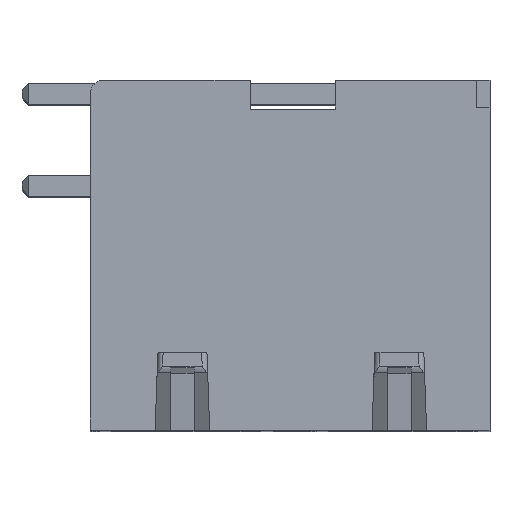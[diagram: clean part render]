
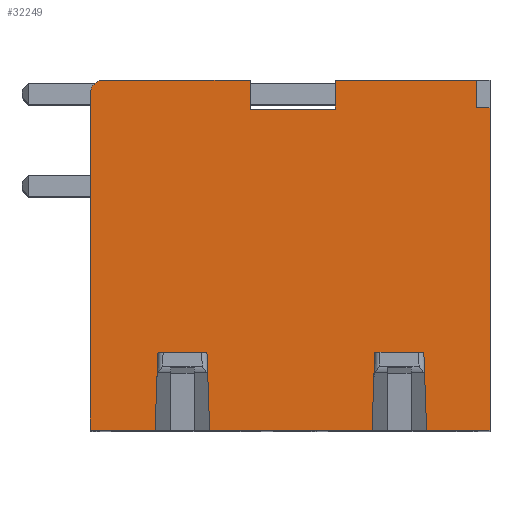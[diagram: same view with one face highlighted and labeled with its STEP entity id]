
A CAD part, top view. The second image highlights one B-rep face of the part: STEP entity #32249.
In plain terms, the highlighted planar face has unit normal (0, 0, 1).
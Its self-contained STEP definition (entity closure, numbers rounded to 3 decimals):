
#8265=DIRECTION('',(-1.,0.,0.));
#8266=VECTOR('',#8265,5.39);
#8267=CARTESIAN_POINT('',(11.703,13.3,33.7));
#8268=LINE('',#8267,#8266);
#8385=DIRECTION('',(0.,-1.,0.));
#8386=VECTOR('',#8385,1.092);
#8387=CARTESIAN_POINT('',(6.313,13.3,33.7));
#8388=LINE('',#8387,#8386);
#8469=DIRECTION('',(0.,1.,0.));
#8470=VECTOR('',#8469,1.092);
#8471=CARTESIAN_POINT('',(3.074,12.208,33.7));
#8472=LINE('',#8471,#8470);
#8765=DIRECTION('',(-1.,0.,0.));
#8766=VECTOR('',#8765,5.716);
#8767=CARTESIAN_POINT('',(3.074,13.3,33.7));
#8768=LINE('',#8767,#8766);
#9009=DIRECTION('',(0.,-1.,0.));
#9010=VECTOR('',#9009,0.02);
#9011=CARTESIAN_POINT('',(-2.641,13.3,33.7));
#9012=LINE('',#9011,#9010);
#10971=DIRECTION('',(-1.,0.,0.));
#10972=VECTOR('',#10971,3.238);
#10973=CARTESIAN_POINT('',(6.313,12.208,33.7));
#10974=LINE('',#10973,#10972);
#10975=DIRECTION('',(-0.035,-0.999,0.));
#10976=VECTOR('',#10975,2.716);
#10977=CARTESIAN_POINT('',(-0.443,2.714,33.7));
#10978=LINE('',#10977,#10976);
#10979=DIRECTION('',(-1.,0.,0.));
#10980=VECTOR('',#10979,2.463);
#10981=CARTESIAN_POINT('',(-0.537,0.,33.7));
#10982=LINE('',#10981,#10980);
#10983=DIRECTION('',(0.,1.,0.));
#10984=VECTOR('',#10983,12.8);
#10985=CARTESIAN_POINT('',(-3.,0.,33.7));
#10986=LINE('',#10985,#10984);
#10987=CARTESIAN_POINT('',(-2.5,12.8,33.7));
#10988=DIRECTION('',(0.,0.,-1.));
#10989=DIRECTION('',(-1.,0.,0.));
#10990=AXIS2_PLACEMENT_3D('',#10987,#10988,#10989);
#10992=DIRECTION('',(0.,-1.,0.));
#10993=VECTOR('',#10992,12.25);
#10994=CARTESIAN_POINT('',(12.2,12.25,33.7));
#10995=LINE('',#10994,#10993);
#10996=DIRECTION('',(-1.,0.,0.));
#10997=VECTOR('',#10996,2.413);
#10998=CARTESIAN_POINT('',(12.2,0.,33.7));
#10999=LINE('',#10998,#10997);
#11000=DIRECTION('',(-0.035,0.999,0.));
#11001=VECTOR('',#11000,2.716);
#11002=CARTESIAN_POINT('',(9.787,0.,33.7));
#11003=LINE('',#11002,#11001);
#11004=DIRECTION('',(-0.035,-0.999,0.));
#11005=VECTOR('',#11004,2.716);
#11006=CARTESIAN_POINT('',(7.807,2.714,33.7));
#11007=LINE('',#11006,#11005);
#11008=DIRECTION('',(-1.,0.,0.));
#11009=VECTOR('',#11008,6.175);
#11010=CARTESIAN_POINT('',(7.713,0.,33.7));
#11011=LINE('',#11010,#11009);
#11012=DIRECTION('',(-0.035,0.999,0.));
#11013=VECTOR('',#11012,2.716);
#11014=CARTESIAN_POINT('',(1.537,0.,33.7));
#11015=LINE('',#11014,#11013);
#11040=DIRECTION('',(1.,0.,0.));
#11041=VECTOR('',#11040,1.885);
#11042=CARTESIAN_POINT('',(-0.443,2.714,33.7));
#11043=LINE('',#11042,#11041);
#11197=DIRECTION('',(0.,1.,0.));
#11198=VECTOR('',#11197,1.05);
#11199=CARTESIAN_POINT('',(11.703,12.25,33.7));
#11200=LINE('',#11199,#11198);
#11213=DIRECTION('',(-1.,0.,0.));
#11214=VECTOR('',#11213,0.497);
#11215=CARTESIAN_POINT('',(12.2,12.25,33.7));
#11216=LINE('',#11215,#11214);
#11233=DIRECTION('',(1.,0.,0.));
#11234=VECTOR('',#11233,1.885);
#11235=CARTESIAN_POINT('',(7.807,2.714,33.7));
#11236=LINE('',#11235,#11234);
#12187=CARTESIAN_POINT('',(-3.,0.,33.7));
#12188=VERTEX_POINT('',#12187);
#12189=CARTESIAN_POINT('',(-0.537,0.,33.7));
#12190=VERTEX_POINT('',#12189);
#12195=CARTESIAN_POINT('',(1.537,0.,33.7));
#12196=VERTEX_POINT('',#12195);
#12197=CARTESIAN_POINT('',(7.713,0.,33.7));
#12198=VERTEX_POINT('',#12197);
#12203=CARTESIAN_POINT('',(9.787,0.,33.7));
#12204=VERTEX_POINT('',#12203);
#12205=CARTESIAN_POINT('',(12.2,0.,33.7));
#12206=VERTEX_POINT('',#12205);
#12287=CARTESIAN_POINT('',(12.2,12.25,33.7));
#12288=VERTEX_POINT('',#12287);
#12295=CARTESIAN_POINT('',(11.703,13.3,33.7));
#12296=VERTEX_POINT('',#12295);
#12297=CARTESIAN_POINT('',(6.313,13.3,33.7));
#12298=VERTEX_POINT('',#12297);
#12299=CARTESIAN_POINT('',(6.313,12.208,33.7));
#12300=VERTEX_POINT('',#12299);
#12309=CARTESIAN_POINT('',(3.074,12.208,33.7));
#12310=CARTESIAN_POINT('',(3.074,13.3,33.7));
#12311=VERTEX_POINT('',#12309);
#12312=VERTEX_POINT('',#12310);
#12321=CARTESIAN_POINT('',(-2.641,13.3,33.7));
#12322=VERTEX_POINT('',#12321);
#12323=CARTESIAN_POINT('',(-2.641,13.28,33.7));
#12324=VERTEX_POINT('',#12323);
#12353=CARTESIAN_POINT('',(-0.443,2.714,33.7));
#12354=VERTEX_POINT('',#12353);
#12355=CARTESIAN_POINT('',(-3.,12.8,33.7));
#12356=VERTEX_POINT('',#12355);
#12357=CARTESIAN_POINT('',(11.703,12.25,33.7));
#12358=VERTEX_POINT('',#12357);
#12359=CARTESIAN_POINT('',(9.693,2.714,33.7));
#12360=VERTEX_POINT('',#12359);
#12361=CARTESIAN_POINT('',(7.807,2.714,33.7));
#12362=VERTEX_POINT('',#12361);
#12363=CARTESIAN_POINT('',(1.443,2.714,33.7));
#12364=VERTEX_POINT('',#12363);
#32212=CARTESIAN_POINT('',(0.,0.,33.7));
#32213=DIRECTION('',(0.,0.,1.));
#32214=DIRECTION('',(1.,0.,0.));
#32215=AXIS2_PLACEMENT_3D('',#32212,#32213,#32214);
#32216=PLANE('',#32215);
#32218=ORIENTED_EDGE('',*,*,#32217,.T.);
#32219=ORIENTED_EDGE('',*,*,#16073,.T.);
#32221=ORIENTED_EDGE('',*,*,#32220,.T.);
#32223=ORIENTED_EDGE('',*,*,#32222,.T.);
#32224=ORIENTED_EDGE('',*,*,#28731,.F.);
#32225=ORIENTED_EDGE('',*,*,#28701,.F.);
#32226=ORIENTED_EDGE('',*,*,#28122,.F.);
#32227=ORIENTED_EDGE('',*,*,#32207,.F.);
#32228=ORIENTED_EDGE('',*,*,#27950,.F.);
#32229=ORIENTED_EDGE('',*,*,#27935,.F.);
#32231=ORIENTED_EDGE('',*,*,#32230,.F.);
#32233=ORIENTED_EDGE('',*,*,#32232,.F.);
#32234=ORIENTED_EDGE('',*,*,#27788,.T.);
#32235=ORIENTED_EDGE('',*,*,#16089,.T.);
#32237=ORIENTED_EDGE('',*,*,#32236,.T.);
#32239=ORIENTED_EDGE('',*,*,#32238,.F.);
#32241=ORIENTED_EDGE('',*,*,#32240,.T.);
#32242=ORIENTED_EDGE('',*,*,#16081,.T.);
#32244=ORIENTED_EDGE('',*,*,#32243,.T.);
#32246=ORIENTED_EDGE('',*,*,#32245,.F.);
#32247=EDGE_LOOP('',(#32218,#32219,#32221,#32223,#32224,#32225,#32226,#32227,
#32228,#32229,#32231,#32233,#32234,#32235,#32237,#32239,#32241,#32242,#32244,
#32246));
#32248=FACE_OUTER_BOUND('',#32247,.F.);
#32249=ADVANCED_FACE('',(#32248),#32216,.T.);
#10991=CIRCLE('',#10990,0.5);
#16073=EDGE_CURVE('',#12190,#12188,#10982,.T.);
#16081=EDGE_CURVE('',#12198,#12196,#11011,.T.);
#16089=EDGE_CURVE('',#12206,#12204,#10999,.T.);
#27788=EDGE_CURVE('',#12288,#12206,#10995,.T.);
#27935=EDGE_CURVE('',#12296,#12298,#8268,.T.);
#27950=EDGE_CURVE('',#12298,#12300,#8388,.T.);
#28122=EDGE_CURVE('',#12311,#12312,#8472,.T.);
#28701=EDGE_CURVE('',#12312,#12322,#8768,.T.);
#28731=EDGE_CURVE('',#12322,#12324,#9012,.T.);
#32207=EDGE_CURVE('',#12300,#12311,#10974,.T.);
#32217=EDGE_CURVE('',#12354,#12190,#10978,.T.);
#32220=EDGE_CURVE('',#12188,#12356,#10986,.T.);
#32222=EDGE_CURVE('',#12356,#12324,#10991,.T.);
#32230=EDGE_CURVE('',#12358,#12296,#11200,.T.);
#32232=EDGE_CURVE('',#12288,#12358,#11216,.T.);
#32236=EDGE_CURVE('',#12204,#12360,#11003,.T.);
#32238=EDGE_CURVE('',#12362,#12360,#11236,.T.);
#32240=EDGE_CURVE('',#12362,#12198,#11007,.T.);
#32243=EDGE_CURVE('',#12196,#12364,#11015,.T.);
#32245=EDGE_CURVE('',#12354,#12364,#11043,.T.);
